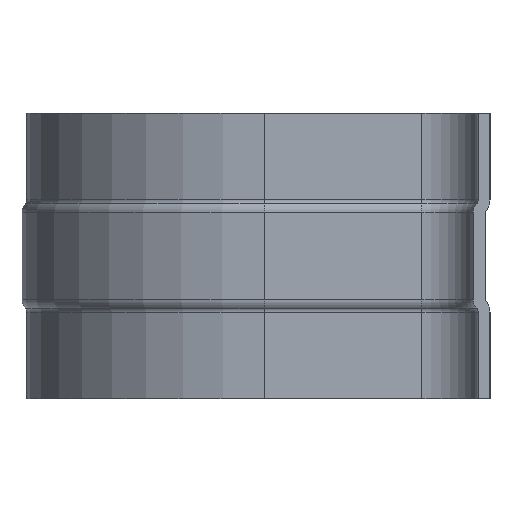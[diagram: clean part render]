
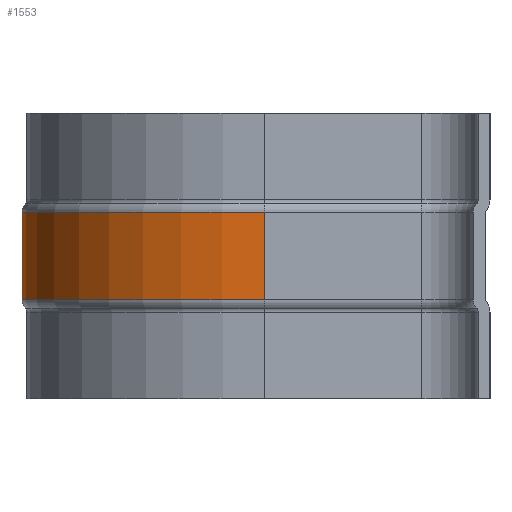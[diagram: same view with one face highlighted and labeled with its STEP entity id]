
A CAD part, left-side view. The second image highlights one B-rep face of the part: STEP entity #1553.
In plain terms, the highlighted cylindrical face has radius 16.192 mm (diameter 32.385 mm), a partial arc.
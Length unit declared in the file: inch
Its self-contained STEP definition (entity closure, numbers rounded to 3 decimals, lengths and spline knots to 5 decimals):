
#64=CYLINDRICAL_SURFACE('',#1727,0.6375);
#135=FACE_OUTER_BOUND('',#243,.T.);
#243=EDGE_LOOP('',(#1221,#1222,#1223,#1224));
#389=LINE('',#2678,#505);
#391=LINE('',#2684,#507);
#505=VECTOR('',#2115,39.37008);
#507=VECTOR('',#2121,39.37008);
#593=CIRCLE('',#1728,0.6375);
#594=CIRCLE('',#1729,0.6375);
#751=VERTEX_POINT('',#2675);
#752=VERTEX_POINT('',#2677);
#753=VERTEX_POINT('',#2681);
#754=VERTEX_POINT('',#2683);
#919=EDGE_CURVE('',#752,#751,#389,.T.);
#921=EDGE_CURVE('',#751,#753,#593,.T.);
#922=EDGE_CURVE('',#754,#753,#391,.T.);
#923=EDGE_CURVE('',#754,#752,#594,.T.);
#1221=ORIENTED_EDGE('',*,*,#919,.T.);
#1222=ORIENTED_EDGE('',*,*,#921,.T.);
#1223=ORIENTED_EDGE('',*,*,#922,.F.);
#1224=ORIENTED_EDGE('',*,*,#923,.T.);
#1553=ADVANCED_FACE('',(#135),#64,.T.);
#1727=AXIS2_PLACEMENT_3D('',#2680,#2117,#2118);
#1728=AXIS2_PLACEMENT_3D('',#2682,#2119,#2120);
#1729=AXIS2_PLACEMENT_3D('',#2685,#2122,#2123);
#2115=DIRECTION('',(0.,0.,-1.));
#2117=DIRECTION('center_axis',(0.,0.,-1.));
#2118=DIRECTION('ref_axis',(-1.,0.,0.));
#2119=DIRECTION('center_axis',(0.,0.,1.));
#2120=DIRECTION('ref_axis',(-1.,0.,0.));
#2121=DIRECTION('',(0.,0.,-1.));
#2122=DIRECTION('center_axis',(0.,0.,-1.));
#2123=DIRECTION('ref_axis',(1.,0.,0.));
#2675=CARTESIAN_POINT('',(0.6375,0.59375,-0.11563));
#2677=CARTESIAN_POINT('',(0.6375,0.59375,0.11563));
#2678=CARTESIAN_POINT('',(0.6375,0.59375,0.14063));
#2680=CARTESIAN_POINT('Origin',(0.,0.59375,0.14063));
#2681=CARTESIAN_POINT('',(-0.6375,0.59375,-0.11563));
#2682=CARTESIAN_POINT('Origin',(0.,0.59375,-0.11563));
#2683=CARTESIAN_POINT('',(-0.6375,0.59375,0.11563));
#2684=CARTESIAN_POINT('',(-0.6375,0.59375,0.14063));
#2685=CARTESIAN_POINT('Origin',(0.,0.59375,0.11563));
